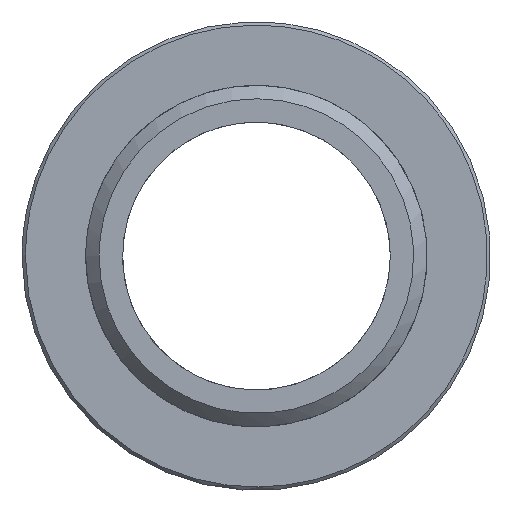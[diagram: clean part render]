
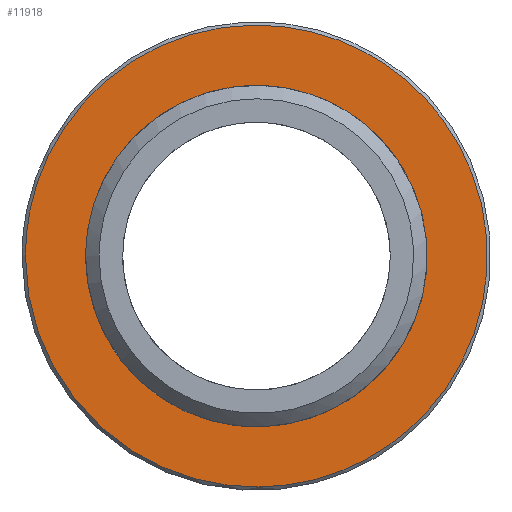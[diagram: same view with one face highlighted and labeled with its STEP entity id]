
A CAD part, front view. The second image highlights one B-rep face of the part: STEP entity #11918.
In plain terms, the highlighted free-form (B-spline) face has degree [1, 1] with [2, 2] control points.
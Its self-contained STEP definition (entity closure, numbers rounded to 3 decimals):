
#11860=CARTESIAN_POINT('V60',(-13.8,
   -18.5,0.));
#11861=VERTEX_POINT('V60',#11860);
#11867=CARTESIAN_POINT('E92',(-13.8,
   -18.5,0.));
#11868=CARTESIAN_POINT('E92',(-13.8,
   -18.5,-23.902));
#11869=CARTESIAN_POINT('E92',(6.9,-18.5,
   -11.951));
#11870=CARTESIAN_POINT('E92',(27.6,-18.5,
   0.));
#11871=CARTESIAN_POINT('E92',(6.9,-18.5,
   11.951));
#11872=CARTESIAN_POINT('E92',(-13.8,
   -18.5,23.902));
#11873=CARTESIAN_POINT('E92',(-13.8,
   -18.5,0.));
#11881=(BOUNDED_CURVE()B_SPLINE_CURVE(2,(#11867,#11868,#11869,
   #11870,#11871,#11872,#11873),.CIRCULAR_ARC.,.T.,.U.)
   B_SPLINE_CURVE_WITH_KNOTS((3,2,2,3),(0.0,170.24,
   340.479,510.719),.UNSPECIFIED.)CURVE()
   GEOMETRIC_REPRESENTATION_ITEM()RATIONAL_B_SPLINE_CURVE((1.0,
   0.5,1.0,0.5,1.0,0.5,1.0)
   )REPRESENTATION_ITEM('E92'));
#11882=EDGE_CURVE('E92',#11861,#11861,#11881,.T.);
#11889=CARTESIAN_POINT('F37',(-15.18,
   -18.5,15.18));
#11890=CARTESIAN_POINT('F37',(-15.18,
   -18.5,-15.18));
#11891=CARTESIAN_POINT('F37',(15.18,-18.5,
   15.18));
#11892=CARTESIAN_POINT('F37',(15.18,-18.5,
   -15.18));
#11893=QUASI_UNIFORM_SURFACE('F37',1,1,((#11889,#11891),(#11890,
   #11892)),.PLANE_SURF.,.F.,.F.,.U.);
#11894=ORIENTED_EDGE('E92',*,*,#11882,.T.);
#11895=EDGE_LOOP('F37',(#11894));
#11896=FACE_OUTER_BOUND('F37',#11895,.T.);
#11897=CARTESIAN_POINT('V59',(-10.2,
   -18.5,0.));
#11898=VERTEX_POINT('V59',#11897);
#11899=CARTESIAN_POINT('E91',(-10.2,
   -18.5,0.));
#11900=CARTESIAN_POINT('E91',(-10.2,
   -18.5,17.667));
#11901=CARTESIAN_POINT('E91',(5.1,-18.5,
   8.833));
#11902=CARTESIAN_POINT('E91',(20.4,-18.5,
   0.));
#11903=CARTESIAN_POINT('E91',(5.1,-18.5,
   -8.833));
#11904=CARTESIAN_POINT('E91',(-10.2,
   -18.5,-17.667));
#11905=CARTESIAN_POINT('E91',(-10.2,
   -18.5,0.));
#11913=(BOUNDED_CURVE()B_SPLINE_CURVE(2,(#11899,#11900,#11901,
   #11902,#11903,#11904,#11905),.CIRCULAR_ARC.,.T.,.U.)
   B_SPLINE_CURVE_WITH_KNOTS((3,2,2,3),(0.0,0.333,
   0.667,1.0),.UNSPECIFIED.)CURVE()
   GEOMETRIC_REPRESENTATION_ITEM()RATIONAL_B_SPLINE_CURVE((1.0,
   0.5,1.0,0.5,1.0,0.5,1.0)
   )REPRESENTATION_ITEM('E91'));
#11914=EDGE_CURVE('E91',#11898,#11898,#11913,.T.);
#11915=ORIENTED_EDGE('E91',*,*,#11914,.T.);
#11916=EDGE_LOOP('F37',(#11915));
#11917=FACE_BOUND('F37',#11916,.T.);
#11918=ADVANCED_FACE('F37',(#11896,#11917),#11893,.T.);
